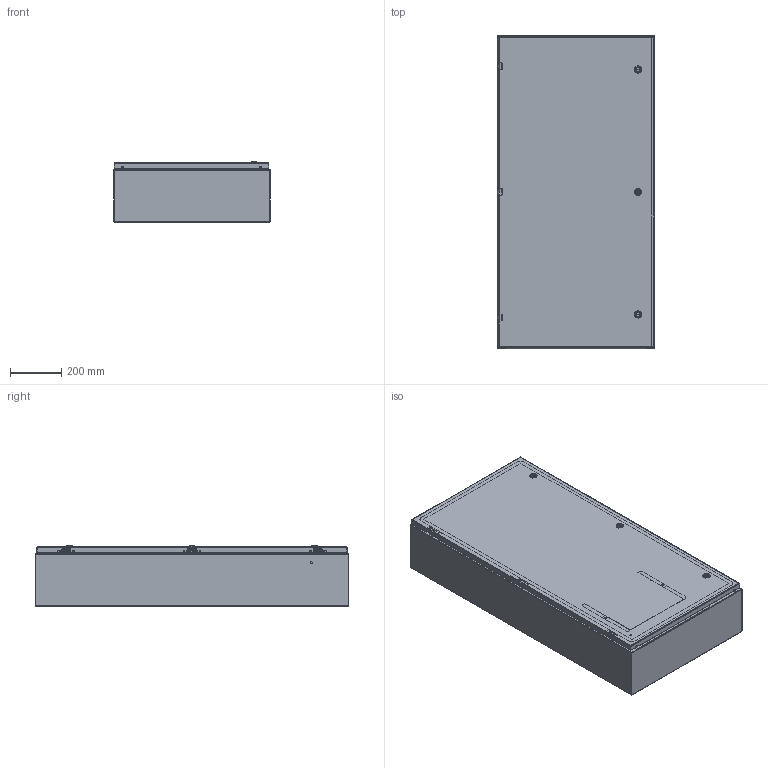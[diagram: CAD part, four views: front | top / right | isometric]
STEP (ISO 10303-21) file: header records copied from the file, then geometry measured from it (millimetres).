
FILE_DESCRIPTION (( 'STEP AP203' ), '1' );
FILE_NAME ('SCE-48EL2408LPLG.step', '2021-02-09T16:50:08', ( 'ADC123' ), ( 'Microsoft' ), 'SwSTEP 2.0', 'SolidWorks 2019', '' );
FILE_SCHEMA (( 'CONFIG_CONTROL_DESIGN' ));
Products named in the file (1): SCE-48EL2408LPLG
Bounding box: 609.6 x 1219.2 x 234.45 mm (x, y, z)
Surface area: 6628057.6 mm2 (no closed solid volume)
Topology: 0 solids, 67 shells, 3818 faces, 9938 edges, 6240 vertices
Faces by surface type: plane 1807, cylinder 1058, bspline 833, cone 87, torus 33
Full cylindrical faces by diameter (mm): 1.016 x3, 3.454 x3, 3.962 x3, 3.978 x3, 4.318 x9, 4.369 x6, 4.775 x4, 4.978 x12, 5 x3, 5.182 x6, 5.207 x6, 5.232 x6, 5.5 x3, 5.537 x3, 6.096 x6, 6.198 x6, 6.299 x4, 6.35 x6, 6.363 x2, 6.756 x6, 7.137 x4, 8.433 x6, 9.296 x6, 9.322 x6, 9.525 x6, 9.9 x3, 10 x3, 11.112 x4, 12.7 x6, 12.8 x3
Entity records: 159664 total; most frequent: CARTESIAN_POINT 75945, ORIENTED_EDGE 18559, DIRECTION 14998, EDGE_CURVE 9292, VERTEX_POINT 6058, AXIS2_PLACEMENT_3D 5159, VECTOR 4680, LINE 4680
